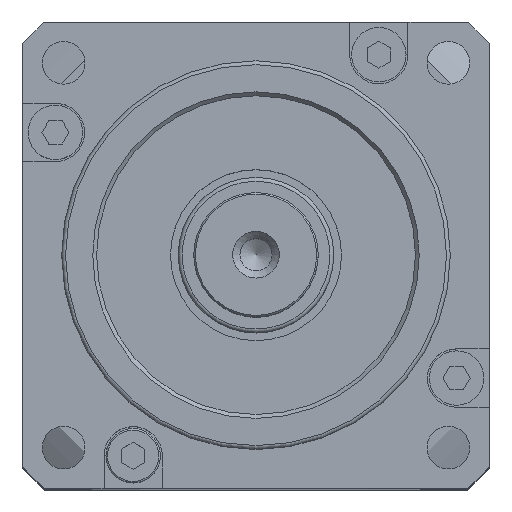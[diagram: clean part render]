
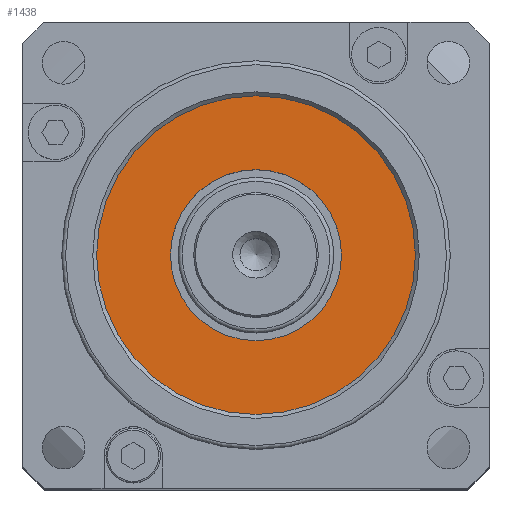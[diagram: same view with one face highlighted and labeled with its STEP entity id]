
A CAD part, top view. The second image highlights one B-rep face of the part: STEP entity #1438.
In plain terms, the highlighted planar face has unit normal (0, 0, 1).
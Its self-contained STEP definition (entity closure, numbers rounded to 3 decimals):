
#1438 = ADVANCED_FACE( '', ( #3858, #3859 ), #3860, .F. );
#2780 = EDGE_CURVE( '', #5694, #5694, #5695, .T. );
#2812 = EDGE_CURVE( '', #5736, #5736, #5737, .T. );
#3858 = FACE_OUTER_BOUND( '', #7255, .T. );
#3859 = FACE_BOUND( '', #7256, .T. );
#3860 = PLANE( '', #7257 );
#5694 = VERTEX_POINT( '', #10164 );
#5695 = CIRCLE( '', #10165, 20.5 );
#5736 = VERTEX_POINT( '', #10223 );
#5737 = CIRCLE( '', #10224, 11. );
#7255 = EDGE_LOOP( '', ( #11534 ) );
#7256 = EDGE_LOOP( '', ( #11535 ) );
#7257 = AXIS2_PLACEMENT_3D( '', #11536, #11537, #11538 );
#10164 = CARTESIAN_POINT( '', ( -20.5, 0., 121.2 ) );
#10165 = AXIS2_PLACEMENT_3D( '', #13778, #13779, #13780 );
#10223 = CARTESIAN_POINT( '', ( -11., 0., 121.2 ) );
#10224 = AXIS2_PLACEMENT_3D( '', #13833, #13834, #13835 );
#11534 = ORIENTED_EDGE( '', *, *, #2780, .F. );
#11535 = ORIENTED_EDGE( '', *, *, #2812, .T. );
#11536 = CARTESIAN_POINT( '', ( 0., 0., 121.2 ) );
#11537 = DIRECTION( '', ( 0., 0., -1. ) );
#11538 = DIRECTION( '', ( 0., -1., 0. ) );
#13778 = CARTESIAN_POINT( '', ( 0., 0., 121.2 ) );
#13779 = DIRECTION( '', ( 0., 0., -1. ) );
#13780 = DIRECTION( '', ( -1., 0., 0. ) );
#13833 = CARTESIAN_POINT( '', ( 0., 0., 121.2 ) );
#13834 = DIRECTION( '', ( 0., 0., -1. ) );
#13835 = DIRECTION( '', ( -1., 0., 0. ) );
